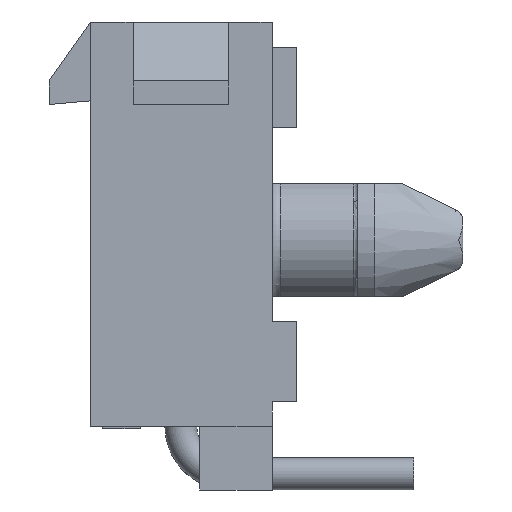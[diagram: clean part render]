
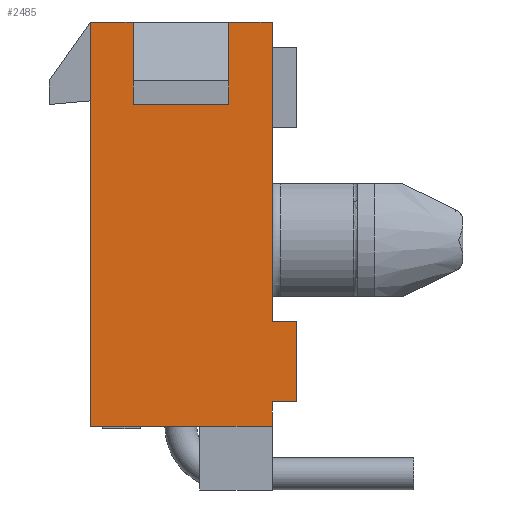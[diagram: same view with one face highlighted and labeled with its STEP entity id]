
A CAD part, left-side view. The second image highlights one B-rep face of the part: STEP entity #2485.
In plain terms, the highlighted planar face has unit normal (-1, 0, 0).
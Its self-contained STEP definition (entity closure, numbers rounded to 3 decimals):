
#138=DIRECTION('',(0.,-1.,0.));
#139=VECTOR('',#138,1.346);
#140=CARTESIAN_POINT('',(-6.998,2.845,0.));
#141=LINE('',#140,#139);
#162=DIRECTION('',(0.,-1.,0.));
#163=VECTOR('',#162,1.372);
#164=CARTESIAN_POINT('',(-6.998,-1.499,0.));
#165=LINE('',#164,#163);
#254=DIRECTION('',(0.,-1.,0.));
#255=VECTOR('',#254,0.762);
#256=CARTESIAN_POINT('',(-6.998,-2.87,-9.398));
#257=LINE('',#256,#255);
#258=DIRECTION('',(0.,0.,-1.));
#259=VECTOR('',#258,12.7);
#260=CARTESIAN_POINT('',(-6.998,2.845,0.));
#261=LINE('',#260,#259);
#262=DIRECTION('',(0.,0.,-1.));
#263=VECTOR('',#262,2.477);
#264=CARTESIAN_POINT('',(-6.998,1.499,0.));
#265=LINE('',#264,#263);
#266=DIRECTION('',(0.,1.,0.));
#267=VECTOR('',#266,2.997);
#268=CARTESIAN_POINT('',(-6.998,-1.499,-2.477));
#269=LINE('',#268,#267);
#270=DIRECTION('',(0.,0.,-1.));
#271=VECTOR('',#270,2.477);
#272=CARTESIAN_POINT('',(-6.998,-1.499,0.));
#273=LINE('',#272,#271);
#318=DIRECTION('',(0.,0.,-1.));
#319=VECTOR('',#318,0.762);
#320=CARTESIAN_POINT('',(-6.998,-2.87,-11.938));
#321=LINE('',#320,#319);
#334=DIRECTION('',(0.,0.,-1.));
#335=VECTOR('',#334,9.398);
#336=CARTESIAN_POINT('',(-6.998,-2.87,0.));
#337=LINE('',#336,#335);
#412=DIRECTION('',(0.,0.,-1.));
#413=VECTOR('',#412,2.54);
#414=CARTESIAN_POINT('',(-6.998,-3.632,-9.398));
#415=LINE('',#414,#413);
#472=DIRECTION('',(0.,-1.,0.));
#473=VECTOR('',#472,0.762);
#474=CARTESIAN_POINT('',(-6.998,-2.87,-11.938));
#475=LINE('',#474,#473);
#588=DIRECTION('',(0.,-1.,0.));
#589=VECTOR('',#588,5.715);
#590=CARTESIAN_POINT('',(-6.998,2.845,-12.7));
#591=LINE('',#590,#589);
#1921=CARTESIAN_POINT('',(-6.998,-2.87,0.));
#1923=VERTEX_POINT('',#1921);
#1927=CARTESIAN_POINT('',(-6.998,2.845,-12.7));
#1928=CARTESIAN_POINT('',(-6.998,-2.87,-12.7));
#1929=VERTEX_POINT('',#1927);
#1930=VERTEX_POINT('',#1928);
#1935=CARTESIAN_POINT('',(-6.998,2.845,0.));
#1936=VERTEX_POINT('',#1935);
#1973=CARTESIAN_POINT('',(-6.998,-1.499,0.));
#1974=CARTESIAN_POINT('',(-6.998,1.499,0.));
#1975=VERTEX_POINT('',#1973);
#1976=VERTEX_POINT('',#1974);
#1977=CARTESIAN_POINT('',(-6.998,-1.499,-2.477));
#1978=VERTEX_POINT('',#1977);
#1979=CARTESIAN_POINT('',(-6.998,1.499,-2.477));
#1980=VERTEX_POINT('',#1979);
#1985=CARTESIAN_POINT('',(-6.998,-3.632,-9.398));
#1986=VERTEX_POINT('',#1985);
#1987=CARTESIAN_POINT('',(-6.998,-3.632,-11.938));
#1988=VERTEX_POINT('',#1987);
#2017=CARTESIAN_POINT('',(-6.998,-2.87,-9.398));
#2018=VERTEX_POINT('',#2017);
#2019=CARTESIAN_POINT('',(-6.998,-2.87,-11.938));
#2020=VERTEX_POINT('',#2019);
#2457=CARTESIAN_POINT('',(-6.998,2.845,0.));
#2458=DIRECTION('',(-1.,0.,0.));
#2459=DIRECTION('',(0.,-1.,0.));
#2460=AXIS2_PLACEMENT_3D('',#2457,#2458,#2459);
#2461=PLANE('',#2460);
#2463=ORIENTED_EDGE('',*,*,#2462,.T.);
#2465=ORIENTED_EDGE('',*,*,#2464,.T.);
#2467=ORIENTED_EDGE('',*,*,#2466,.T.);
#2469=ORIENTED_EDGE('',*,*,#2468,.F.);
#2471=ORIENTED_EDGE('',*,*,#2470,.T.);
#2473=ORIENTED_EDGE('',*,*,#2472,.F.);
#2475=ORIENTED_EDGE('',*,*,#2474,.F.);
#2476=ORIENTED_EDGE('',*,*,#2368,.T.);
#2478=ORIENTED_EDGE('',*,*,#2477,.T.);
#2480=ORIENTED_EDGE('',*,*,#2479,.F.);
#2481=ORIENTED_EDGE('',*,*,#2447,.F.);
#2482=ORIENTED_EDGE('',*,*,#2380,.T.);
#2483=EDGE_LOOP('',(#2463,#2465,#2467,#2469,#2471,#2473,#2475,#2476,#2478,#2480,
#2481,#2482));
#2484=FACE_OUTER_BOUND('',#2483,.F.);
#2368=EDGE_CURVE('',#1936,#1976,#141,.T.);
#2380=EDGE_CURVE('',#1975,#1923,#165,.T.);
#2447=EDGE_CURVE('',#1975,#1978,#273,.T.);
#2462=EDGE_CURVE('',#1923,#2018,#337,.T.);
#2464=EDGE_CURVE('',#2018,#1986,#257,.T.);
#2466=EDGE_CURVE('',#1986,#1988,#415,.T.);
#2468=EDGE_CURVE('',#2020,#1988,#475,.T.);
#2470=EDGE_CURVE('',#2020,#1930,#321,.T.);
#2472=EDGE_CURVE('',#1929,#1930,#591,.T.);
#2474=EDGE_CURVE('',#1936,#1929,#261,.T.);
#2477=EDGE_CURVE('',#1976,#1980,#265,.T.);
#2479=EDGE_CURVE('',#1978,#1980,#269,.T.);
#2485=ADVANCED_FACE('',(#2484),#2461,.T.);
